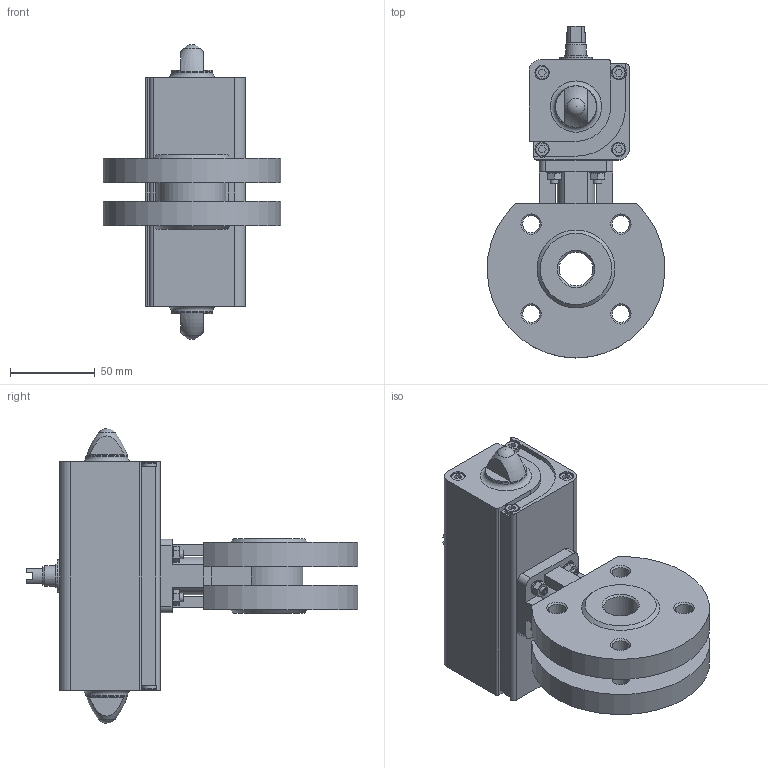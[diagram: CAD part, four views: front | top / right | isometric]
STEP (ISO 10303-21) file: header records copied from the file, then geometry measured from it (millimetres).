
FILE_DESCRIPTION(/* description */ ('STEP AP214'),/* implementation_level */ '2;1');
FILE_NAME(/* name */ '1913367_VZBC-20-FF-40-22-F0304-V4V4T-PP30-R-90-C',/* time_stamp */ '2024-09-18T00:46:17+02:00',/* author */ ('License CC BY-ND 4.0'),/* organization */ ('CADENAS'),/* preprocessor_version */ 'ST-DEVELOPER v19.3',/* originating_system */ 'PARTsolutions',/* authorisation */ ' ');
FILE_SCHEMA (('AUTOMOTIVE_DESIGN {1 0 10303 214 3 1 1}'));
Length unit declared in the file: millimetre
Products named in the file (8): 1913367 VZBC-20-FF-40-22-F0304-V4V4T-PP30-R-90-C; 1692200 VZBC-20-FF-40-22-F0304-V4V4T; DIN-913 - M5x25; 690066 S 5 A2; DIN 934 - M5(F); 533476 DAPS-0030-090-R-F04---(1); 533476 DAPS-0030-090-R-F04---(2); 8082117 DARQ-R-A-S11-S9-11
Assembly tree (16 placements, depth 2):
  1913367 VZBC-20-FF-40-22-F0304-V4V4T-PP30-R-90-C
    1692200 VZBC-20-FF-40-22-F0304-V4V4T
    DIN-913 - M5x25  x4
    690066 S 5 A2  x4
    DIN 934 - M5(F)  x4
    533476 DAPS-0030-090-R-F04---(1)
    533476 DAPS-0030-090-R-F04---(2)
    8082117 DARQ-R-A-S11-S9-11
Bounding box: 104.95 x 196 x 174 mm (x, y, z)
Volume: 728505.8 mm3; surface area: 109611.2 mm2
Topology: 16 solids, 16 shells, 513 faces, 1250 edges, 789 vertices
Faces by surface type: plane 279, cylinder 118, cone 99, torus 15, sphere 2
Full cylindrical faces by diameter (mm): 4.134 x16, 4.917 x1, 5 x4, 5.3 x4, 8.5 x9, 8.566 x2, 9 x4, 10.106 x8, 12 x1, 14.1 x1, 19 x2, 20 x1, 22 x3, 27 x1
Entity records: 11839 total; most frequent: CARTESIAN_POINT 2092, DIRECTION 2008, ORIENTED_EDGE 1772, EDGE_CURVE 886, AXIS2_PLACEMENT_3D 723, VERTEX_POINT 645, FACE_BOUND 603, EDGE_LOOP 588
